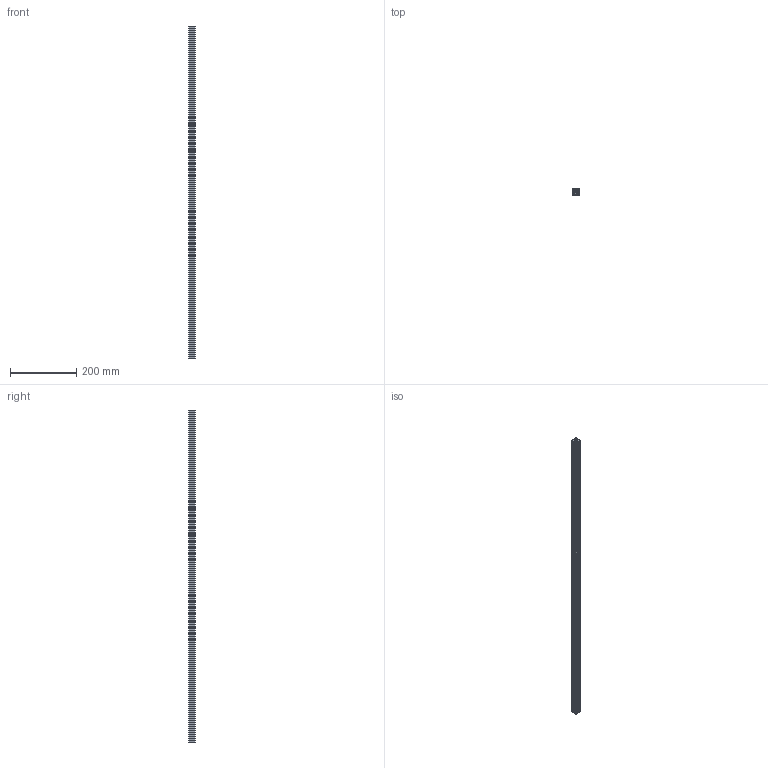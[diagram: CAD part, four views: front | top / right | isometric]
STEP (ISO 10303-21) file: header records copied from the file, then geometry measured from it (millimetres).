
FILE_DESCRIPTION((''),'2;1');
FILE_NAME('AR3735.stp','2018-05-21T12:14:04',('Konstruktor II'),(''),'Autodesk Inventor 2013','Autodesk Inventor 2013','');
FILE_SCHEMA(('AUTOMOTIVE_DESIGN { 1 0 10303 214 1 1 1 1 }'));
Length unit declared in the file: millimetre
Products named in the file (1): AR3735
Bounding box: 20 x 20 x 1000 mm (x, y, z)
Volume: 157718.1 mm3; surface area: 179740 mm2
Topology: 1 solids, 1 shells, 114 faces, 336 edges, 224 vertices
Faces by surface type: plane 70, cylinder 44
Entity records: 3838 total; most frequent: CARTESIAN_POINT 675, ORIENTED_EDGE 672, DIRECTION 654, EDGE_CURVE 336, VECTOR 248, LINE 248, VERTEX_POINT 224, AXIS2_PLACEMENT_3D 203
